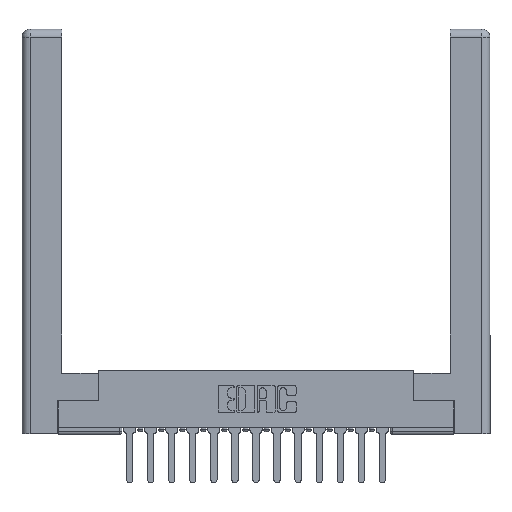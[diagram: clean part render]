
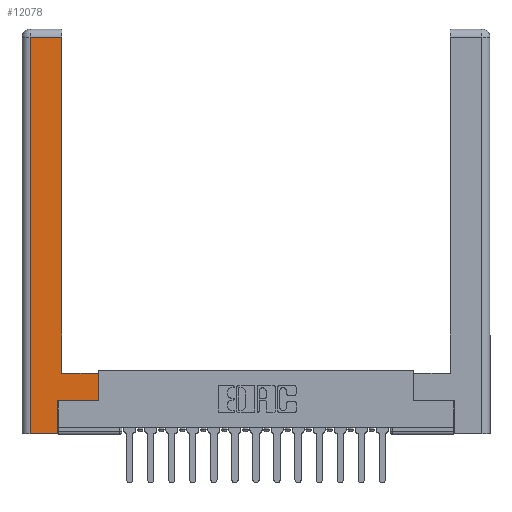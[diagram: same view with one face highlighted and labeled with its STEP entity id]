
A CAD part, top view. The second image highlights one B-rep face of the part: STEP entity #12078.
In plain terms, the highlighted planar face has unit normal (0, 0, 1).
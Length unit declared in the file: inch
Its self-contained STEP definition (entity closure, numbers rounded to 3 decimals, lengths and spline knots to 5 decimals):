
#791 = VECTOR ( 'NONE', #17269, 39.37008 ) ;
#810 = EDGE_CURVE ( 'NONE', #5904, #2050, #11375, .T. ) ;
#865 = ORIENTED_EDGE ( 'NONE', *, *, #9902, .T. ) ;
#1373 = LINE ( 'NONE', #17439, #14524 ) ;
#1877 = VERTEX_POINT ( 'NONE', #9684 ) ;
#2050 = VERTEX_POINT ( 'NONE', #3411 ) ;
#2641 = CARTESIAN_POINT ( 'NONE',  ( 0.0615, 0., 0. ) ) ;
#2651 = ORIENTED_EDGE ( 'NONE', *, *, #810, .T. ) ;
#3052 = CARTESIAN_POINT ( 'NONE',  ( 0.265, 0., 0. ) ) ;
#3322 = ORIENTED_EDGE ( 'NONE', *, *, #7523, .T. ) ;
#3411 = CARTESIAN_POINT ( 'NONE',  ( 0.565, 0.45, 0. ) ) ;
#3781 = CARTESIAN_POINT ( 'NONE',  ( 0.565, 0.245, 0. ) ) ;
#5251 = DIRECTION ( 'NONE',  ( -1., 0., 0. ) ) ;
#5321 = PLANE ( 'NONE',  #12714 ) ;
#5414 = FACE_OUTER_BOUND ( 'NONE', #13188, .T. ) ;
#5653 = DIRECTION ( 'NONE',  ( 0., 1., 0. ) ) ;
#5774 = VERTEX_POINT ( 'NONE', #17152 ) ;
#5904 = VERTEX_POINT ( 'NONE', #3781 ) ;
#6236 = VECTOR ( 'NONE', #5653, 39.37008 ) ;
#6424 = LINE ( 'NONE', #13482, #14391 ) ;
#6547 = CARTESIAN_POINT ( 'NONE',  ( 0.265, 0.245, 0. ) ) ;
#7523 = EDGE_CURVE ( 'NONE', #11418, #8874, #13329, .T. ) ;
#7961 = CARTESIAN_POINT ( 'NONE',  ( 0.0615, 2.94, 0. ) ) ;
#8052 = LINE ( 'NONE', #15023, #17114 ) ;
#8068 = DIRECTION ( 'NONE',  ( 0., 1., 0. ) ) ;
#8126 = DIRECTION ( 'NONE',  ( 0., -1., 0. ) ) ;
#8503 = ORIENTED_EDGE ( 'NONE', *, *, #10578, .T. ) ;
#8874 = VERTEX_POINT ( 'NONE', #13245 ) ;
#8878 = LINE ( 'NONE', #3052, #791 ) ;
#9378 = CARTESIAN_POINT ( 'NONE',  ( 0.295, 0.45, 0. ) ) ;
#9400 = ORIENTED_EDGE ( 'NONE', *, *, #16105, .T. ) ;
#9684 = CARTESIAN_POINT ( 'NONE',  ( 0.295, 2.94, 0. ) ) ;
#9902 = EDGE_CURVE ( 'NONE', #10368, #1877, #8052, .T. ) ;
#9965 = VERTEX_POINT ( 'NONE', #7961 ) ;
#10307 = EDGE_CURVE ( 'NONE', #1877, #9965, #6424, .T. ) ;
#10354 = CARTESIAN_POINT ( 'NONE',  ( 0.565, 0.245, 0. ) ) ;
#10368 = VERTEX_POINT ( 'NONE', #9378 ) ;
#10375 = CARTESIAN_POINT ( 'NONE',  ( 0.265, 0., 0. ) ) ;
#10512 = ORIENTED_EDGE ( 'NONE', *, *, #10307, .T. ) ;
#10560 = DIRECTION ( 'NONE',  ( 0., 1., 0. ) ) ;
#10578 = EDGE_CURVE ( 'NONE', #8874, #5904, #11336, .T. ) ;
#10797 = VECTOR ( 'NONE', #8126, 39.37008 ) ;
#10874 = DIRECTION ( 'NONE',  ( 0., 0., -1. ) ) ;
#11336 = LINE ( 'NONE', #10354, #14676 ) ;
#11375 = LINE ( 'NONE', #14079, #6236 ) ;
#11418 = VERTEX_POINT ( 'NONE', #10375 ) ;
#11859 = DIRECTION ( 'NONE',  ( -1., 0., 0. ) ) ;
#12078 = ADVANCED_FACE ( 'NONE', ( #5414 ), #5321, .F. ) ;
#12714 = AXIS2_PLACEMENT_3D ( 'NONE', #16232, #10874, #16061 ) ;
#13188 = EDGE_LOOP ( 'NONE', ( #865, #10512, #9400, #16358, #3322, #8503, #2651, #15636 ) ) ;
#13245 = CARTESIAN_POINT ( 'NONE',  ( 0.265, 0.245, 0. ) ) ;
#13329 = LINE ( 'NONE', #6547, #17624 ) ;
#13482 = CARTESIAN_POINT ( 'NONE',  ( 0.0615, 2.94, 0. ) ) ;
#14079 = CARTESIAN_POINT ( 'NONE',  ( 0.565, 0.45, 0. ) ) ;
#14391 = VECTOR ( 'NONE', #11859, 39.37008 ) ;
#14524 = VECTOR ( 'NONE', #5251, 39.37008 ) ;
#14676 = VECTOR ( 'NONE', #15474, 39.37008 ) ;
#14925 = LINE ( 'NONE', #2641, #10797 ) ;
#15023 = CARTESIAN_POINT ( 'NONE',  ( 0.295, 3., 0. ) ) ;
#15474 = DIRECTION ( 'NONE',  ( 1., 0., 0. ) ) ;
#15636 = ORIENTED_EDGE ( 'NONE', *, *, #17364, .T. ) ;
#16061 = DIRECTION ( 'NONE',  ( -1., 0., 0. ) ) ;
#16105 = EDGE_CURVE ( 'NONE', #9965, #5774, #14925, .T. ) ;
#16232 = CARTESIAN_POINT ( 'NONE',  ( 0., 0., 0. ) ) ;
#16358 = ORIENTED_EDGE ( 'NONE', *, *, #17228, .T. ) ;
#17114 = VECTOR ( 'NONE', #10560, 39.37008 ) ;
#17152 = CARTESIAN_POINT ( 'NONE',  ( 0.0615, 0., 0. ) ) ;
#17228 = EDGE_CURVE ( 'NONE', #5774, #11418, #8878, .T. ) ;
#17269 = DIRECTION ( 'NONE',  ( 1., 0., 0. ) ) ;
#17364 = EDGE_CURVE ( 'NONE', #2050, #10368, #1373, .T. ) ;
#17439 = CARTESIAN_POINT ( 'NONE',  ( 0.295, 0.45, 0. ) ) ;
#17624 = VECTOR ( 'NONE', #8068, 39.37008 ) ;
